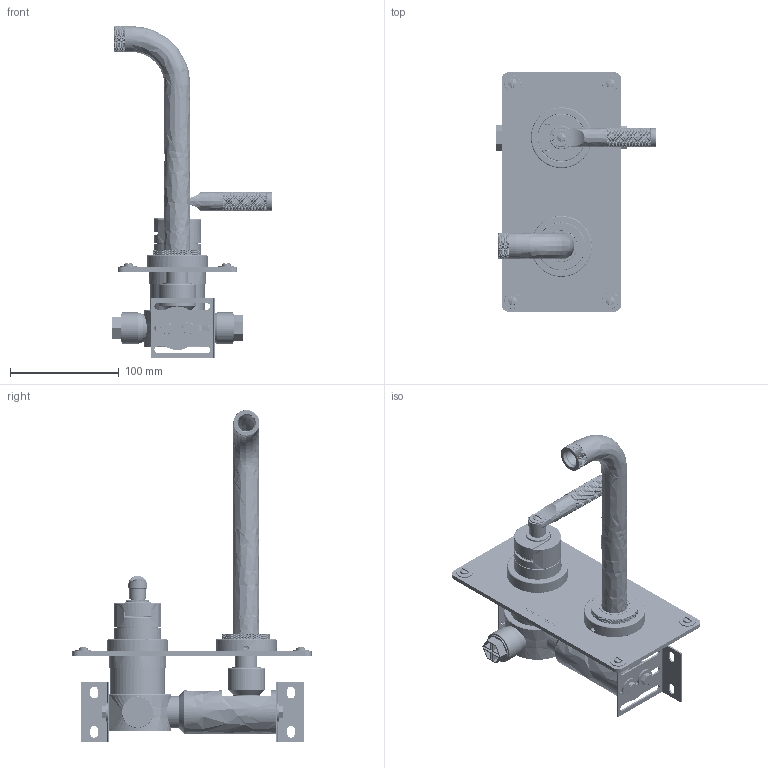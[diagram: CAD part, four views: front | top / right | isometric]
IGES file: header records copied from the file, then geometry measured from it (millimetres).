
Global section: file name: LANDMARK THINNER SPOUTS EXPORTV7K20S-3LK-LH; native system: Autodesk Inventor 2020; preprocessor: unknown; author: rclarke; date: 20221128.045247; units: millimetre
Bounding box: 147.1 x 220 x 305.4 mm (x, y, z)
Volume: 512366.9 mm3; surface area: 274661.2 mm2
Topology: 60 solids, 60 shells, 14167 faces, 30827 edges, 16906 vertices
Faces by surface type: bspline 14167
